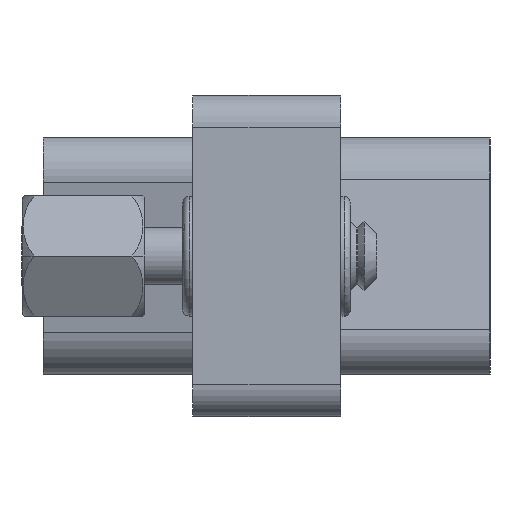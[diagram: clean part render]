
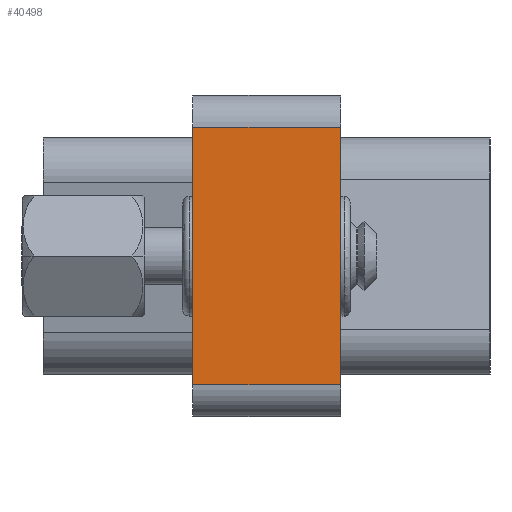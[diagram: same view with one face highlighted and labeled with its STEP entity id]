
A CAD part, left-side view. The second image highlights one B-rep face of the part: STEP entity #40498.
In plain terms, the highlighted planar face has unit normal (-1, 0, 0).
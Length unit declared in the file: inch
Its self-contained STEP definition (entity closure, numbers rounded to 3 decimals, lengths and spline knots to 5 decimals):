
#1317 = DIRECTION ( 'NONE',  ( 0., 1., 0. ) ) ;
#1746 = ORIENTED_EDGE ( 'NONE', *, *, #19374, .T. ) ;
#1896 = FACE_OUTER_BOUND ( 'NONE', #2979, .T. ) ;
#2979 = EDGE_LOOP ( 'NONE', ( #6999, #1746, #27492, #5696 ) ) ;
#5696 = ORIENTED_EDGE ( 'NONE', *, *, #10100, .T. ) ;
#6201 = VERTEX_POINT ( 'NONE', #22895 ) ;
#6999 = ORIENTED_EDGE ( 'NONE', *, *, #32205, .T. ) ;
#8089 = CARTESIAN_POINT ( 'NONE',  ( -1.365, 0.115, -0.2 ) ) ;
#10100 = EDGE_CURVE ( 'NONE', #29703, #19556, #10893, .T. ) ;
#10893 = LINE ( 'NONE', #31700, #33037 ) ;
#13461 = CARTESIAN_POINT ( 'NONE',  ( -1.365, -0.115, 0.25 ) ) ;
#14099 = CARTESIAN_POINT ( 'NONE',  ( -1.365, 0.115, 0.25 ) ) ;
#15984 = DIRECTION ( 'NONE',  ( 0., -1., 0. ) ) ;
#18277 = DIRECTION ( 'NONE',  ( 0., 0., 1. ) ) ;
#19374 = EDGE_CURVE ( 'NONE', #6201, #31770, #40445, .T. ) ;
#19556 = VERTEX_POINT ( 'NONE', #26573 ) ;
#20719 = VECTOR ( 'NONE', #18277, 39.37008 ) ;
#22667 = DIRECTION ( 'NONE',  ( 1., 0., 0. ) ) ;
#22895 = CARTESIAN_POINT ( 'NONE',  ( -1.365, -0.115, 0.2 ) ) ;
#24341 = VECTOR ( 'NONE', #1317, 39.37008 ) ;
#24518 = LINE ( 'NONE', #13461, #35299 ) ;
#24981 = CARTESIAN_POINT ( 'NONE',  ( -1.365, 0.115, 0.25 ) ) ;
#25046 = AXIS2_PLACEMENT_3D ( 'NONE', #24981, #22667, #37793 ) ;
#26573 = CARTESIAN_POINT ( 'NONE',  ( -1.365, -0.115, -0.2 ) ) ;
#27492 = ORIENTED_EDGE ( 'NONE', *, *, #30124, .F. ) ;
#29703 = VERTEX_POINT ( 'NONE', #8089 ) ;
#30124 = EDGE_CURVE ( 'NONE', #29703, #31770, #43982, .T. ) ;
#31700 = CARTESIAN_POINT ( 'NONE',  ( -1.365, 0.115, -0.2 ) ) ;
#31770 = VERTEX_POINT ( 'NONE', #46417 ) ;
#32205 = EDGE_CURVE ( 'NONE', #19556, #6201, #24518, .T. ) ;
#33037 = VECTOR ( 'NONE', #15984, 39.37008 ) ;
#35299 = VECTOR ( 'NONE', #35881, 39.37008 ) ;
#35881 = DIRECTION ( 'NONE',  ( 0., 0., 1. ) ) ;
#37793 = DIRECTION ( 'NONE',  ( 0., 0., -1. ) ) ;
#40445 = LINE ( 'NONE', #40952, #24341 ) ;
#40498 = ADVANCED_FACE ( 'NONE', ( #1896 ), #48519, .F. ) ;
#40952 = CARTESIAN_POINT ( 'NONE',  ( -1.365, 0.115, 0.2 ) ) ;
#43982 = LINE ( 'NONE', #14099, #20719 ) ;
#46417 = CARTESIAN_POINT ( 'NONE',  ( -1.365, 0.115, 0.2 ) ) ;
#48519 = PLANE ( 'NONE',  #25046 ) ;
